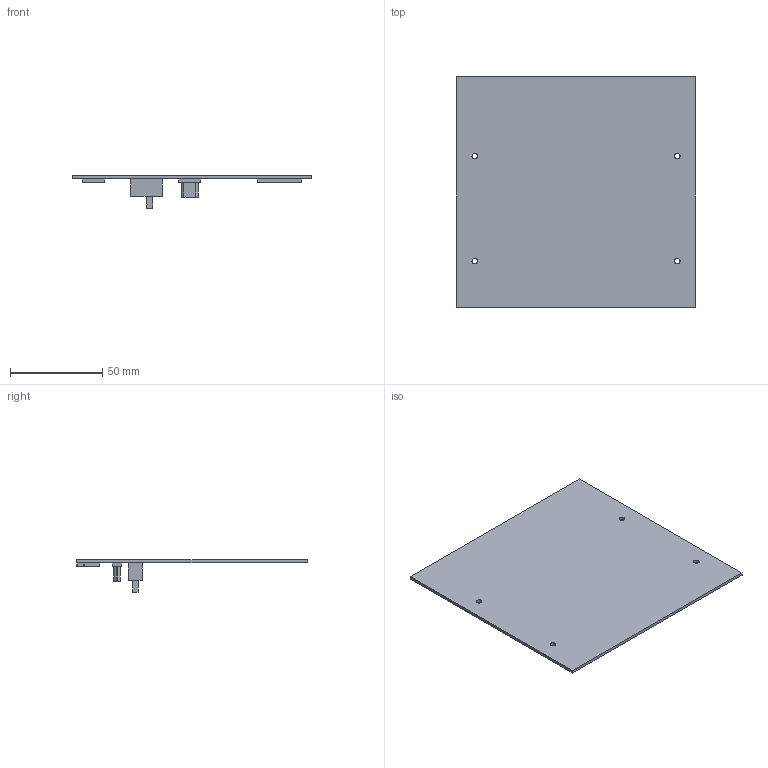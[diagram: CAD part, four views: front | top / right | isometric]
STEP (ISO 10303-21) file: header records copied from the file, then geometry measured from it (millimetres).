
FILE_DESCRIPTION(/* description */ (''),/* implementation_level */ '2;1');
FILE_NAME(/* name */ 'EB-01 main_board',/* time_stamp */ '2025-01-14T18:48:06-08:00',/* author */ (''),/* organization */ (''),/* preprocessor_version */ 'ST-DEVELOPER v16.5',/* originating_system */ 'Rhino 7.37',/* authorisation */ '');
FILE_SCHEMA (('CONFIG_CONTROL_DESIGN'));
Length unit declared in the file: millimetre
Products named in the file (1): Document
Bounding box: 130 x 125 x 17.64 mm (x, y, z)
Volume: 28749.1 mm3; surface area: 35588.5 mm2
Topology: 6 solids, 6 shells, 66 faces, 156 edges, 108 vertices
Faces by surface type: plane 54, cylinder 12
Full cylindrical faces by diameter (mm): 3 x4
Entity records: 1806 total; most frequent: CARTESIAN_POINT 572, ORIENTED_EDGE 312, EDGE_CURVE 156, B_SPLINE_CURVE_WITH_KNOTS 132, VERTEX_POINT 108, EDGE_LOOP 80, DIRECTION 70, AXIS2_PLACEMENT_3D 68
